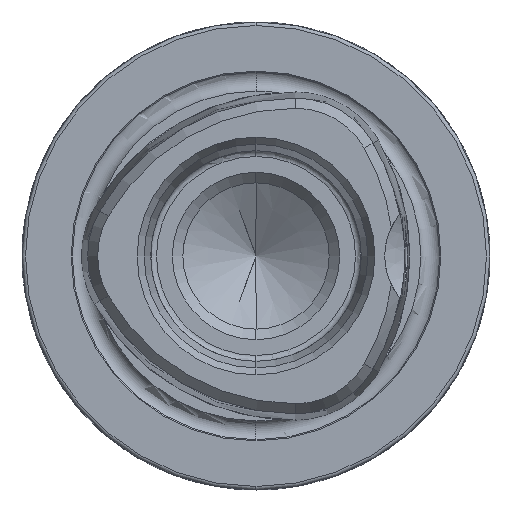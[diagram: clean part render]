
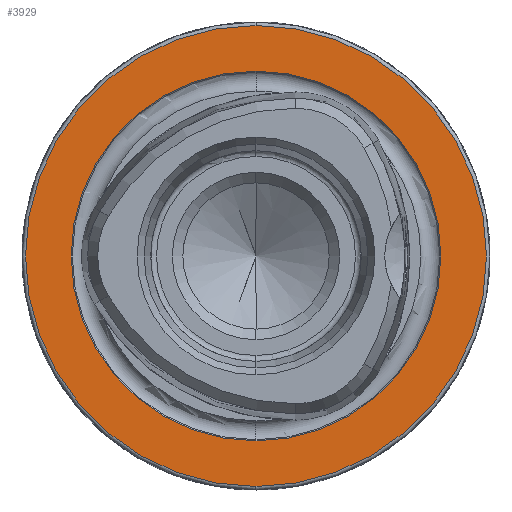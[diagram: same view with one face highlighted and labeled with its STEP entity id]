
A CAD part, left-side view. The second image highlights one B-rep face of the part: STEP entity #3929.
In plain terms, the highlighted planar face has unit normal (-1, 0, 0).
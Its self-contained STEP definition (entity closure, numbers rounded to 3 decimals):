
#457 = VERTEX_POINT ( 'NONE', #11824 ) ;
#855 = CIRCLE ( 'NONE', #3100, 15.8 ) ;
#872 = DIRECTION ( 'NONE',  ( -1., 0., 0. ) ) ;
#971 = DIRECTION ( 'NONE',  ( -1., 0., 0. ) ) ;
#1179 = CIRCLE ( 'NONE', #9607, 19.7 ) ;
#1553 = DIRECTION ( 'NONE',  ( 0., 0., -1. ) ) ;
#2128 = AXIS2_PLACEMENT_3D ( 'NONE', #5383, #872, #10210 ) ;
#2229 = VERTEX_POINT ( 'NONE', #4766 ) ;
#2241 = CARTESIAN_POINT ( 'NONE',  ( 0., 0., -19.7 ) ) ;
#2948 = CARTESIAN_POINT ( 'NONE',  ( 0., 0., 0. ) ) ;
#3100 = AXIS2_PLACEMENT_3D ( 'NONE', #4187, #11809, #3446 ) ;
#3446 = DIRECTION ( 'NONE',  ( 0., 0., 1. ) ) ;
#3929 = ADVANCED_FACE ( 'NONE', ( #5869, #5136 ), #10946, .F. ) ;
#4187 = CARTESIAN_POINT ( 'NONE',  ( 0., 0., 0. ) ) ;
#4691 = AXIS2_PLACEMENT_3D ( 'NONE', #2948, #971, #8417 ) ;
#4766 = CARTESIAN_POINT ( 'NONE',  ( 0., 0., 15.8 ) ) ;
#5136 = FACE_OUTER_BOUND ( 'NONE', #6087, .T. ) ;
#5383 = CARTESIAN_POINT ( 'NONE',  ( 0., 0., 0. ) ) ;
#5388 = DIRECTION ( 'NONE',  ( 1., 0., 0. ) ) ;
#5458 = CARTESIAN_POINT ( 'NONE',  ( 0., 0., 0. ) ) ;
#5679 = EDGE_CURVE ( 'NONE', #11839, #2229, #855, .T. ) ;
#5869 = FACE_BOUND ( 'NONE', #8373, .T. ) ;
#6087 = EDGE_LOOP ( 'NONE', ( #10003, #7594 ) ) ;
#6343 = DIRECTION ( 'NONE',  ( 0., 0., 1. ) ) ;
#6428 = EDGE_CURVE ( 'NONE', #2229, #11839, #10552, .T. ) ;
#7112 = EDGE_CURVE ( 'NONE', #9086, #457, #1179, .T. ) ;
#7153 = ORIENTED_EDGE ( 'NONE', *, *, #5679, .F. ) ;
#7594 = ORIENTED_EDGE ( 'NONE', *, *, #7112, .T. ) ;
#8373 = EDGE_LOOP ( 'NONE', ( #8843, #7153 ) ) ;
#8417 = DIRECTION ( 'NONE',  ( 0., 0., 1. ) ) ;
#8558 = CARTESIAN_POINT ( 'NONE',  ( 0., 0., -15.8 ) ) ;
#8843 = ORIENTED_EDGE ( 'NONE', *, *, #6428, .F. ) ;
#9004 = DIRECTION ( 'NONE',  ( -1., 0., 0. ) ) ;
#9059 = CARTESIAN_POINT ( 'NONE',  ( 0., 15.8, 0. ) ) ;
#9086 = VERTEX_POINT ( 'NONE', #2241 ) ;
#9259 = EDGE_CURVE ( 'NONE', #457, #9086, #11922, .T. ) ;
#9607 = AXIS2_PLACEMENT_3D ( 'NONE', #5458, #9004, #6343 ) ;
#10003 = ORIENTED_EDGE ( 'NONE', *, *, #9259, .T. ) ;
#10210 = DIRECTION ( 'NONE',  ( 0., 0., 1. ) ) ;
#10552 = CIRCLE ( 'NONE', #4691, 15.8 ) ;
#10946 = PLANE ( 'NONE',  #11469 ) ;
#11469 = AXIS2_PLACEMENT_3D ( 'NONE', #9059, #5388, #1553 ) ;
#11809 = DIRECTION ( 'NONE',  ( -1., 0., 0. ) ) ;
#11824 = CARTESIAN_POINT ( 'NONE',  ( 0., 0., 19.7 ) ) ;
#11839 = VERTEX_POINT ( 'NONE', #8558 ) ;
#11922 = CIRCLE ( 'NONE', #2128, 19.7 ) ;
